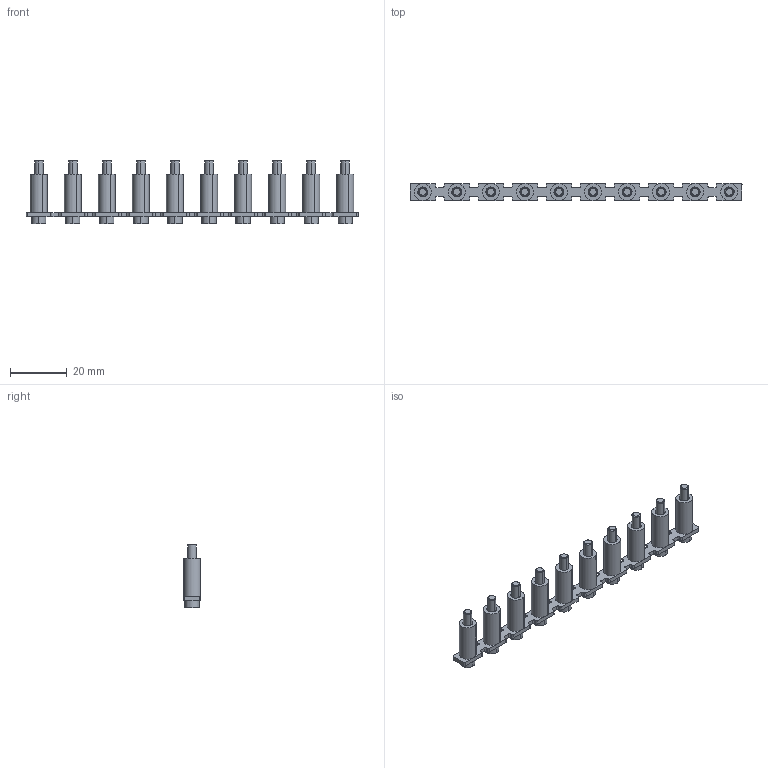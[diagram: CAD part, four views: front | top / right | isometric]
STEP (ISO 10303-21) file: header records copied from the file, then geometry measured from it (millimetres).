
FILE_DESCRIPTION (( 'STEP AP214' ), '1' );
FILE_NAME ('UK 16-10.STP', '2013-04-04T09:32:56', ( 'murat' ), ( 'Microsoft' ), 'SwSTEP 2.0', 'SolidWorks 2013', '' );
FILE_SCHEMA (( 'AUTOMOTIVE_DESIGN' ));
Length unit declared in the file: millimetre
Products named in the file (1): UK 16-10
Bounding box: 117.01 x 6 x 22.5 mm (x, y, z)
Volume: 5008.8 mm3; surface area: 9270.2 mm2
Topology: 31 solids, 31 shells, 654 faces, 1516 edges, 954 vertices
Faces by surface type: cylinder 296, plane 208, torus 110, cone 40
Entity records: 26510 total; most frequent: DIRECTION 3618, CARTESIAN_POINT 3325, ORIENTED_EDGE 3032, EDGE_CURVE 1516, AXIS2_PLACEMENT_3D 1487, VERTEX_POINT 954, CIRCLE 832, EDGE_LOOP 744
